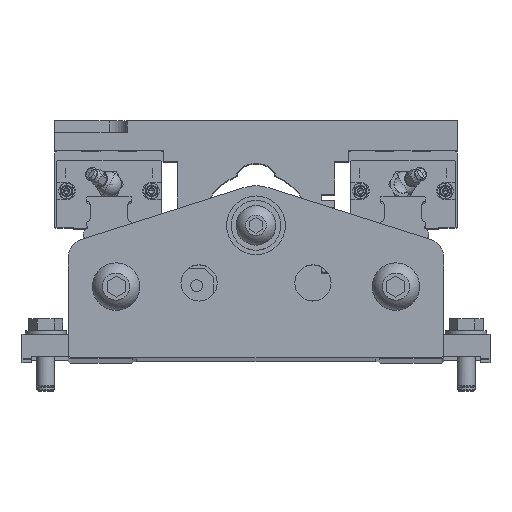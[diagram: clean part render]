
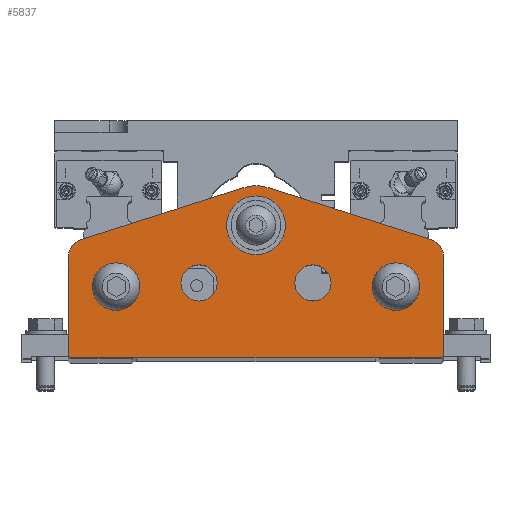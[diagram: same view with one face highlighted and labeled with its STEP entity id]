
A CAD part, top view. The second image highlights one B-rep face of the part: STEP entity #5837.
In plain terms, the highlighted planar face has unit normal (0, 0, 1).
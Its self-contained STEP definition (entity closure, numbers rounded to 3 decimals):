
#5837 = ADVANCED_FACE( '', ( #12686, #12687, #12688, #12689, #12690, #12691 ), #12692, .F. );
#12686 = FACE_BOUND( '', #20510, .T. );
#12687 = FACE_BOUND( '', #20511, .T. );
#12688 = FACE_BOUND( '', #20512, .T. );
#12689 = FACE_BOUND( '', #20513, .T. );
#12690 = FACE_OUTER_BOUND( '', #20514, .T. );
#12691 = FACE_BOUND( '', #20515, .T. );
#12692 = PLANE( '', #20516 );
#20510 = EDGE_LOOP( '', ( #37497 ) );
#20511 = EDGE_LOOP( '', ( #37498 ) );
#20512 = EDGE_LOOP( '', ( #37499 ) );
#20513 = EDGE_LOOP( '', ( #37500 ) );
#20514 = EDGE_LOOP( '', ( #37501, #37502, #37503, #37504, #37505, #37506, #37507, #37508, #37509, #37510 ) );
#20515 = EDGE_LOOP( '', ( #37511 ) );
#20516 = AXIS2_PLACEMENT_3D( '', #37512, #37513, #37514 );
#37497 = ORIENTED_EDGE( '', *, *, #47588, .F. );
#37498 = ORIENTED_EDGE( '', *, *, #47317, .T. );
#37499 = ORIENTED_EDGE( '', *, *, #46367, .F. );
#37500 = ORIENTED_EDGE( '', *, *, #47870, .T. );
#37501 = ORIENTED_EDGE( '', *, *, #47975, .F. );
#37502 = ORIENTED_EDGE( '', *, *, #49787, .T. );
#37503 = ORIENTED_EDGE( '', *, *, #49085, .F. );
#37504 = ORIENTED_EDGE( '', *, *, #50832, .T. );
#37505 = ORIENTED_EDGE( '', *, *, #50833, .F. );
#37506 = ORIENTED_EDGE( '', *, *, #48964, .F. );
#37507 = ORIENTED_EDGE( '', *, *, #44022, .F. );
#37508 = ORIENTED_EDGE( '', *, *, #50543, .F. );
#37509 = ORIENTED_EDGE( '', *, *, #50834, .F. );
#37510 = ORIENTED_EDGE( '', *, *, #48370, .F. );
#37511 = ORIENTED_EDGE( '', *, *, #50835, .F. );
#37512 = CARTESIAN_POINT( '', ( -75., 45., 558.25 ) );
#37513 = DIRECTION( '', ( 0., 0., -1. ) );
#37514 = DIRECTION( '', ( -0.304, 0.953, 0. ) );
#44022 = EDGE_CURVE( '', #52145, #52147, #52148, .T. );
#46367 = EDGE_CURVE( '', #56198, #56198, #56199, .T. );
#47317 = EDGE_CURVE( '', #57718, #57718, #57719, .T. );
#47588 = EDGE_CURVE( '', #58127, #58127, #58128, .F. );
#47870 = EDGE_CURVE( '', #58564, #58564, #58565, .T. );
#47975 = EDGE_CURVE( '', #58719, #58721, #58722, .T. );
#48370 = EDGE_CURVE( '', #58721, #59306, #59307, .T. );
#48964 = EDGE_CURVE( '', #52147, #60158, #60159, .T. );
#49085 = EDGE_CURVE( '', #60335, #60336, #60337, .T. );
#49787 = EDGE_CURVE( '', #58719, #60336, #61282, .F. );
#50543 = EDGE_CURVE( '', #62262, #52145, #62264, .T. );
#50832 = EDGE_CURVE( '', #60335, #62601, #62602, .F. );
#50833 = EDGE_CURVE( '', #60158, #62601, #62603, .T. );
#50834 = EDGE_CURVE( '', #59306, #62262, #62604, .T. );
#50835 = EDGE_CURVE( '', #62605, #62605, #62606, .F. );
#52145 = VERTEX_POINT( '', #64040 );
#52147 = VERTEX_POINT( '', #64043 );
#52148 = LINE( '', #64044, #64045 );
#56198 = VERTEX_POINT( '', #70631 );
#56199 = CIRCLE( '', #70632, 8. );
#57718 = VERTEX_POINT( '', #73136 );
#57719 = CIRCLE( '', #73137, 13. );
#58127 = VERTEX_POINT( '', #73732 );
#58128 = CIRCLE( '', #73733, 10.5 );
#58564 = VERTEX_POINT( '', #74498 );
#58565 = CIRCLE( '', #74499, 8. );
#58719 = VERTEX_POINT( '', #74745 );
#58721 = VERTEX_POINT( '', #74748 );
#58722 = LINE( '', #74749, #74750 );
#59306 = VERTEX_POINT( '', #75681 );
#59307 = CIRCLE( '', #75682, 8. );
#60158 = VERTEX_POINT( '', #77047 );
#60159 = CIRCLE( '', #77048, 8. );
#60335 = VERTEX_POINT( '', #77332 );
#60336 = VERTEX_POINT( '', #77333 );
#60337 = LINE( '', #77334, #77335 );
#61282 = CIRCLE( '', #78875, 1.5 );
#62262 = VERTEX_POINT( '', #80601 );
#62264 = CIRCLE( '', #80604, 17.5 );
#62601 = VERTEX_POINT( '', #81136 );
#62602 = CIRCLE( '', #81137, 1.5 );
#62603 = LINE( '', #81138, #81139 );
#62604 = LINE( '', #81140, #81141 );
#62605 = VERTEX_POINT( '', #81142 );
#62606 = CIRCLE( '', #81143, 10.5 );
#64040 = CARTESIAN_POINT( '', ( 5.328, 75.669, 558.25 ) );
#64043 = CARTESIAN_POINT( '', ( 77.436, 52.62, 558.25 ) );
#64044 = CARTESIAN_POINT( '', ( 5.328, 75.669, 558.25 ) );
#64045 = VECTOR( '', #83233, 1000. );
#70631 = CARTESIAN_POINT( '', ( -33.2, 33.5, 558.25 ) );
#70632 = AXIS2_PLACEMENT_3D( '', #86540, #86541, #86542 );
#73136 = CARTESIAN_POINT( '', ( 13., 59., 558.25 ) );
#73137 = AXIS2_PLACEMENT_3D( '', #87786, #87787, #87788 );
#73732 = CARTESIAN_POINT( '', ( 51.4, 31.9, 558.25 ) );
#73733 = AXIS2_PLACEMENT_3D( '', #88162, #88163, #88164 );
#74498 = CARTESIAN_POINT( '', ( 33.2, 33.5, 558.25 ) );
#74499 = AXIS2_PLACEMENT_3D( '', #88524, #88525, #88526 );
#74745 = CARTESIAN_POINT( '', ( -83., 2., 558.25 ) );
#74748 = CARTESIAN_POINT( '', ( -83., 45., 558.25 ) );
#74749 = CARTESIAN_POINT( '', ( -83., 0.5, 558.25 ) );
#74750 = VECTOR( '', #88662, 1000. );
#75681 = CARTESIAN_POINT( '', ( -77.436, 52.62, 558.25 ) );
#75682 = AXIS2_PLACEMENT_3D( '', #89205, #89206, #89207 );
#77047 = CARTESIAN_POINT( '', ( 83., 45., 558.25 ) );
#77048 = AXIS2_PLACEMENT_3D( '', #89917, #89918, #89919 );
#77332 = CARTESIAN_POINT( '', ( 81.5, 0.5, 558.25 ) );
#77333 = CARTESIAN_POINT( '', ( -81.5, 0.5, 558.25 ) );
#77334 = CARTESIAN_POINT( '', ( 83., 0.5, 558.25 ) );
#77335 = VECTOR( '', #90061, 1000. );
#78875 = AXIS2_PLACEMENT_3D( '', #90953, #90954, #90955 );
#80601 = CARTESIAN_POINT( '', ( -5.328, 75.669, 558.25 ) );
#80604 = AXIS2_PLACEMENT_3D( '', #91826, #91827, #91828 );
#81136 = CARTESIAN_POINT( '', ( 83., 2., 558.25 ) );
#81137 = AXIS2_PLACEMENT_3D( '', #92123, #92124, #92125 );
#81138 = CARTESIAN_POINT( '', ( 83., 45., 558.25 ) );
#81139 = VECTOR( '', #92126, 1000. );
#81140 = CARTESIAN_POINT( '', ( -77.436, 52.62, 558.25 ) );
#81141 = VECTOR( '', #92127, 1000. );
#81142 = CARTESIAN_POINT( '', ( -72.4, 31.9, 558.25 ) );
#81143 = AXIS2_PLACEMENT_3D( '', #92128, #92129, #92130 );
#83233 = DIRECTION( '', ( 0.953, -0.304, 0. ) );
#86540 = CARTESIAN_POINT( '', ( -25.2, 33.5, 558.25 ) );
#86541 = DIRECTION( '', ( 0., 0., 1. ) );
#86542 = DIRECTION( '', ( -1., 0., 0. ) );
#87786 = CARTESIAN_POINT( '', ( 0., 59., 558.25 ) );
#87787 = DIRECTION( '', ( 0., 0., -1. ) );
#87788 = DIRECTION( '', ( 1., 0., 0. ) );
#88162 = CARTESIAN_POINT( '', ( 61.9, 31.9, 558.25 ) );
#88163 = DIRECTION( '', ( 0., 0., -1. ) );
#88164 = DIRECTION( '', ( -1., 0., 0. ) );
#88524 = CARTESIAN_POINT( '', ( 25.2, 33.5, 558.25 ) );
#88525 = DIRECTION( '', ( 0., 0., -1. ) );
#88526 = DIRECTION( '', ( 1., 0., 0. ) );
#88662 = DIRECTION( '', ( 0., 1., 0. ) );
#89205 = CARTESIAN_POINT( '', ( -75., 45., 558.25 ) );
#89206 = DIRECTION( '', ( 0., 0., -1. ) );
#89207 = DIRECTION( '', ( -1., 0., 0. ) );
#89917 = CARTESIAN_POINT( '', ( 75., 45., 558.25 ) );
#89918 = DIRECTION( '', ( 0., 0., -1. ) );
#89919 = DIRECTION( '', ( 1., 0., 0. ) );
#90061 = DIRECTION( '', ( -1., 0., 0. ) );
#90953 = CARTESIAN_POINT( '', ( -81.5, 2., 558.25 ) );
#90954 = DIRECTION( '', ( 0., 0., -1. ) );
#90955 = DIRECTION( '', ( -1., 0., 0. ) );
#91826 = CARTESIAN_POINT( '', ( 0., 59., 558.25 ) );
#91827 = DIRECTION( '', ( 0., 0., -1. ) );
#91828 = DIRECTION( '', ( 1., 0., 0. ) );
#92123 = CARTESIAN_POINT( '', ( 81.5, 2., 558.25 ) );
#92124 = DIRECTION( '', ( 0., 0., -1. ) );
#92125 = DIRECTION( '', ( -1., 0., 0. ) );
#92126 = DIRECTION( '', ( 0., -1., 0. ) );
#92127 = DIRECTION( '', ( 0.953, 0.304, 0. ) );
#92128 = CARTESIAN_POINT( '', ( -61.9, 31.9, 558.25 ) );
#92129 = DIRECTION( '', ( 0., 0., -1. ) );
#92130 = DIRECTION( '', ( -1., 0., 0. ) );
